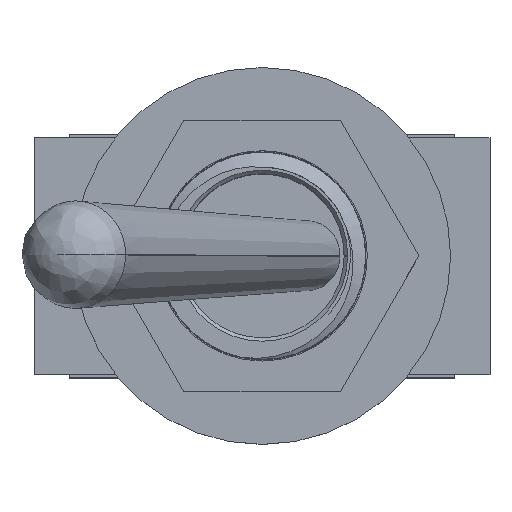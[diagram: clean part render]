
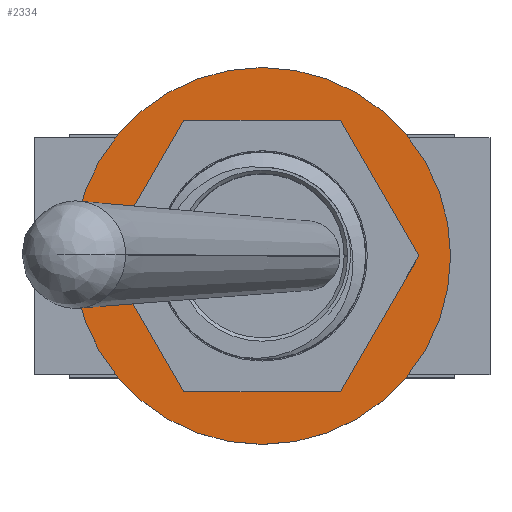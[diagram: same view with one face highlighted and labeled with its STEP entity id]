
A CAD part, top view. The second image highlights one B-rep face of the part: STEP entity #2334.
In plain terms, the highlighted planar face has unit normal (0, 0, 1).
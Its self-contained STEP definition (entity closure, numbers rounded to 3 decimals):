
#61=FACE_BOUND('',#387,.T.);
#111=PLANE('',#2525);
#242=FACE_OUTER_BOUND('',#386,.T.);
#386=EDGE_LOOP('',(#1911));
#387=EDGE_LOOP('',(#1912));
#488=CIRCLE('',#2519,3.);
#491=CIRCLE('',#2524,5.375);
#1144=VERTEX_POINT('',#4829);
#1147=VERTEX_POINT('',#4838);
#1415=EDGE_CURVE('',#1144,#1144,#488,.T.);
#1419=EDGE_CURVE('',#1147,#1147,#491,.T.);
#1911=ORIENTED_EDGE('',*,*,#1419,.T.);
#1912=ORIENTED_EDGE('',*,*,#1415,.F.);
#2334=ADVANCED_FACE('',(#242,#61),#111,.T.);
#2519=AXIS2_PLACEMENT_3D('',#4830,#2883,#2884);
#2524=AXIS2_PLACEMENT_3D('',#4839,#2894,#2895);
#2525=AXIS2_PLACEMENT_3D('',#4841,#2897,#2898);
#2883=DIRECTION('center_axis',(0.,0.,
1.));
#2884=DIRECTION('ref_axis',(1.,0.,0.));
#2894=DIRECTION('center_axis',(0.,0.,
1.));
#2895=DIRECTION('ref_axis',(1.,0.,0.));
#2897=DIRECTION('center_axis',(0.,0.,
1.));
#2898=DIRECTION('ref_axis',(1.,0.,0.));
#4829=CARTESIAN_POINT('',(-3.,0.,2.113));
#4830=CARTESIAN_POINT('Origin',(0.,0.,
2.113));
#4838=CARTESIAN_POINT('',(-5.375,0.,2.113));
#4839=CARTESIAN_POINT('Origin',(0.,0.,
2.113));
#4841=CARTESIAN_POINT('Origin',(3.,0.,2.113));
